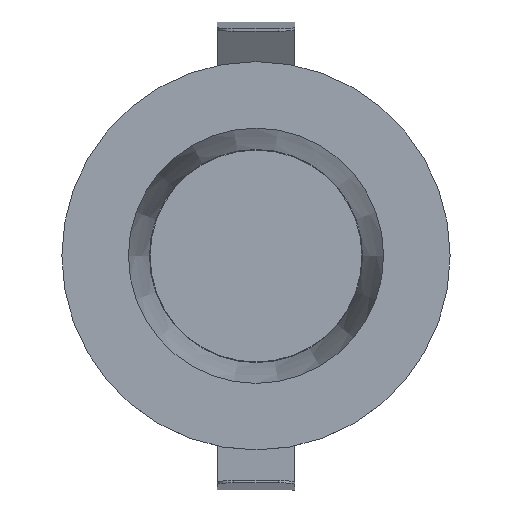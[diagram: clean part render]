
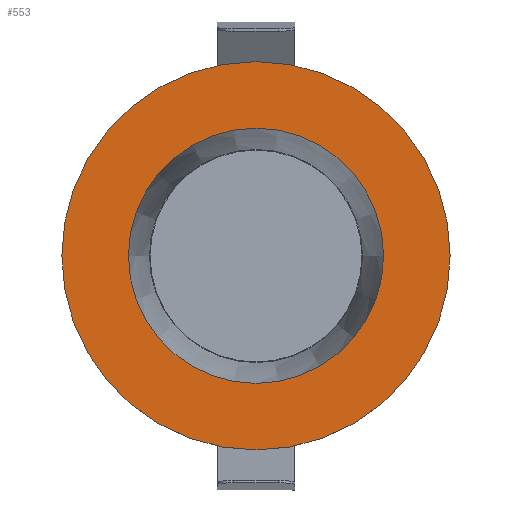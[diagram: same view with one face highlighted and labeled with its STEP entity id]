
A CAD part, top view. The second image highlights one B-rep face of the part: STEP entity #553.
In plain terms, the highlighted planar face has unit normal (0, 0, 1).
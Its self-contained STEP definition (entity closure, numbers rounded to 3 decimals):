
#472=PLANE('',#2083);
#553=ADVANCED_FACE('',(#731,#732),#472,.T.);
#731=FACE_BOUND('',#849,.T.);
#732=FACE_BOUND('',#850,.T.);
#849=EDGE_LOOP('',(#1037));
#850=EDGE_LOOP('',(#1038));
#1037=ORIENTED_EDGE('',*,*,#1722,.T.);
#1038=ORIENTED_EDGE('',*,*,#1721,.T.);
#1538=VERTEX_POINT('',#2939);
#1539=VERTEX_POINT('',#2942);
#1721=EDGE_CURVE('',#1538,#1538,#1973,.T.);
#1722=EDGE_CURVE('',#1539,#1539,#1974,.T.);
#1973=CIRCLE('',#2080,35.);
#1974=CIRCLE('',#2082,23.);
#2080=AXIS2_PLACEMENT_3D('',#2938,#2323,#2324);
#2082=AXIS2_PLACEMENT_3D('',#2941,#2327,#2328);
#2083=AXIS2_PLACEMENT_3D('',#2943,#2329,#2330);
#2323=DIRECTION('',(0.,0.,1.));
#2324=DIRECTION('',(1.,0.,0.));
#2327=DIRECTION('',(0.,0.,-1.));
#2328=DIRECTION('',(1.,0.,0.));
#2329=DIRECTION('',(0.,0.,1.));
#2330=DIRECTION('',(1.,0.,0.));
#2938=CARTESIAN_POINT('',(0.,0.,0.));
#2939=CARTESIAN_POINT('',(35.,0.,0.));
#2941=CARTESIAN_POINT('',(0.,0.,0.));
#2942=CARTESIAN_POINT('',(23.,0.,0.));
#2943=CARTESIAN_POINT('',(0.,0.,0.));
